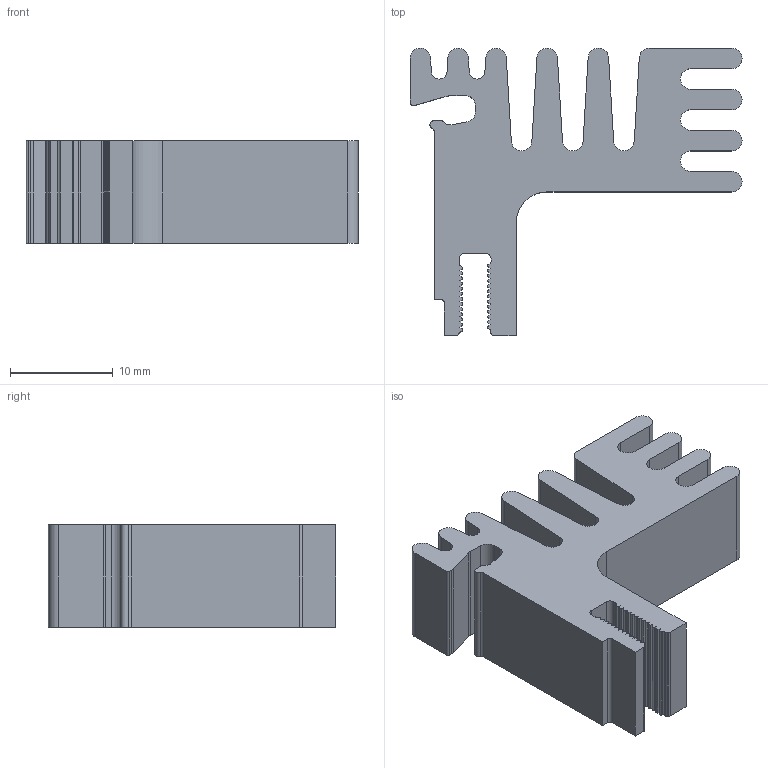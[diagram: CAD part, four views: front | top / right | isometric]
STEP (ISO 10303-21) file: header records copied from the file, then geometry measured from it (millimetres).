
FILE_DESCRIPTION((''),'2;1');
FILE_NAME('SK574.stp','2013-06-18T15:05:48',('Lochen'),(''),'Autodesk Inventor 2012','Autodesk Inventor 2012','');
FILE_SCHEMA(('AUTOMOTIVE_DESIGN { 1 0 10303 214 1 1 1 1 }'));
Length unit declared in the file: millimetre
Products named in the file (1): SK574
Bounding box: 32.34 x 28 x 10 mm (x, y, z)
Volume: 3901.6 mm3; surface area: 3189.3 mm2
Topology: 1 solids, 1 shells, 177 faces, 525 edges, 350 vertices
Faces by surface type: plane 90, cylinder 87
Entity records: 6183 total; most frequent: DIRECTION 1055, CARTESIAN_POINT 1053, ORIENTED_EDGE 1050, EDGE_CURVE 525, AXIS2_PLACEMENT_3D 352, VECTOR 351, LINE 351, VERTEX_POINT 350
